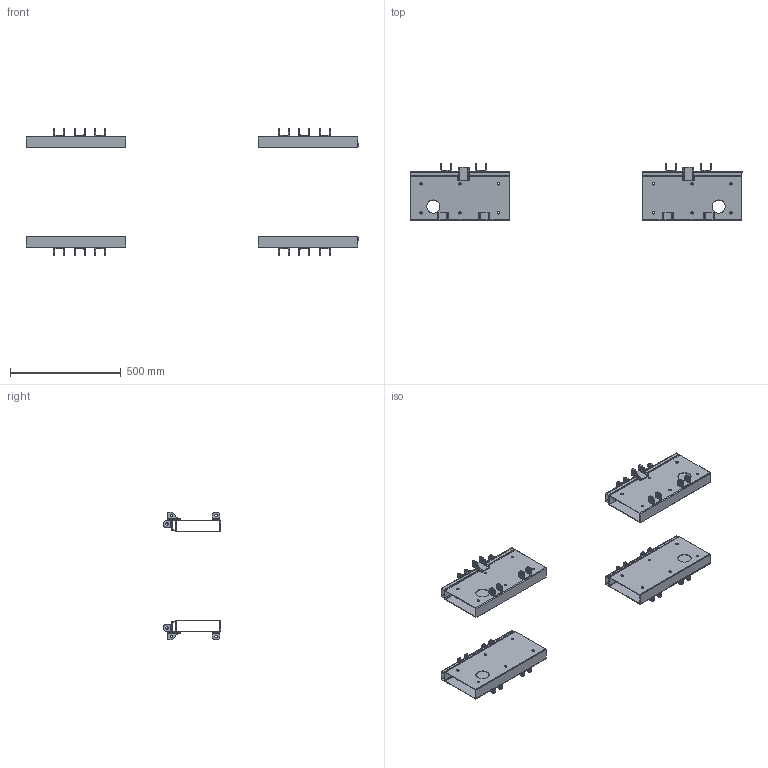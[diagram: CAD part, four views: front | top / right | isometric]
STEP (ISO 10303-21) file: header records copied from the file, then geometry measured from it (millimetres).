
FILE_DESCRIPTION (( 'STEP AP214' ), '1' );
FILE_NAME ('Bracket_U_mirrored_doubled_final_for production.STEP', '2021-01-13T10:20:31', ( '' ), ( '' ), 'SwSTEP 2.0', 'SolidWorks 2021', '' );
FILE_SCHEMA (( 'AUTOMOTIVE_DESIGN' ));
Length unit declared in the file: millimetre
Products named in the file (16): arm_bracket_final_1; Shock_bracket_final_1; Flat_part_final_1; arm_bracket_final3; Bracket_U_mirrored_doubled_final_for production; U_bracket_final_front_left_1; MirrorU_bracket_final_rear_left_1; arm_bracket_final11; MirrorU_bracket_final_front_right_1; Flat_part_final; MirrorMirrorU_bracket_final_rear_right_1; extension_tube_final; arm_bracket_final; Shock_bracket_final; arm_bracket_final4; arm_bracket_final_11
Assembly tree (32 placements, depth 2):
  Bracket_U_mirrored_doubled_final_for production
    U_bracket_final_front_left_1
    Flat_part_final_1
    arm_bracket_final  x3
    arm_bracket_final11  x4
    Shock_bracket_final  x3
    extension_tube_final  x4
    arm_bracket_final3  x3
    arm_bracket_final4  x4
    MirrorU_bracket_final_front_right_1
    Flat_part_final  x3
    MirrorU_bracket_final_rear_left_1
    MirrorMirrorU_bracket_final_rear_right_1
    Shock_bracket_final_1
    arm_bracket_final_1
    arm_bracket_final_11
Bounding box: 1500.22 x 258.8 x 578.22 mm (x, y, z)
Volume: 3398844.6 mm3; surface area: 2365000.2 mm2
Topology: 32 solids, 32 shells, 788 faces, 2124 edges, 1400 vertices
Faces by surface type: plane 408, cylinder 380
Entity records: 15432 total; most frequent: DIRECTION 2604, CARTESIAN_POINT 2585, ORIENTED_EDGE 2460, EDGE_CURVE 1230, AXIS2_PLACEMENT_3D 887, LINE 830, VECTOR 830, VERTEX_POINT 804
